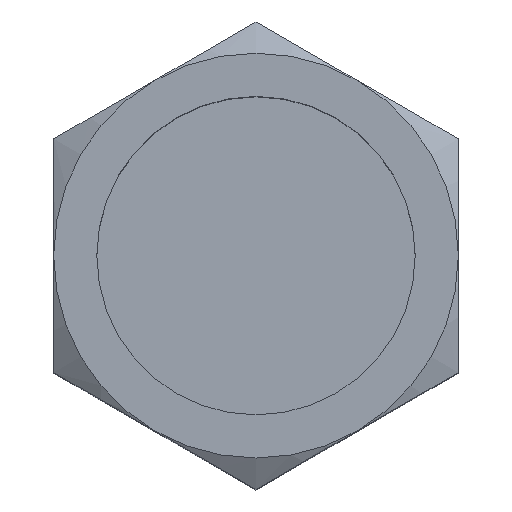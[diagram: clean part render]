
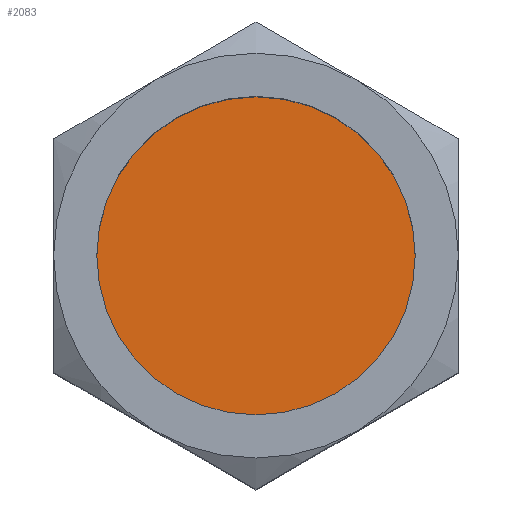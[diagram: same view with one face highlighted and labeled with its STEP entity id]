
A CAD part, top view. The second image highlights one B-rep face of the part: STEP entity #2083.
In plain terms, the highlighted planar face has unit normal (0, 0, 1).
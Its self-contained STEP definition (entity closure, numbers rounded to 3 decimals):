
#60=PLANE('',#2266);
#475=FACE_OUTER_BOUND('',#633,.T.);
#633=EDGE_LOOP('',(#1499));
#780=CIRCLE('',#2221,7.475);
#880=VERTEX_POINT('',#2900);
#1088=EDGE_CURVE('',#880,#880,#780,.T.);
#1499=ORIENTED_EDGE('',*,*,#1088,.T.);
#2083=ADVANCED_FACE('',(#475),#60,.F.);
#2221=AXIS2_PLACEMENT_3D('',#2901,#2432,#2433);
#2266=AXIS2_PLACEMENT_3D('',#3522,#2538,#2539);
#2432=DIRECTION('center_axis',(0.,0.,1.));
#2433=DIRECTION('ref_axis',(1.,0.,0.));
#2538=DIRECTION('center_axis',(0.,0.,-1.));
#2539=DIRECTION('ref_axis',(-1.,0.,0.));
#2900=CARTESIAN_POINT('',(7.475,0.,-12.));
#2901=CARTESIAN_POINT('Origin',(0.,0.,-12.));
#3522=CARTESIAN_POINT('Origin',(0.,0.,-12.));
